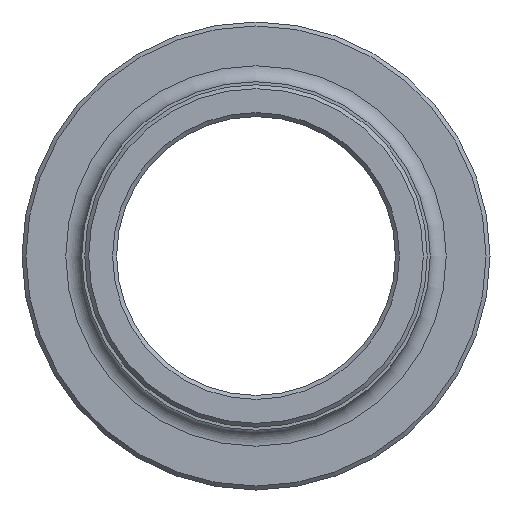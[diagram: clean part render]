
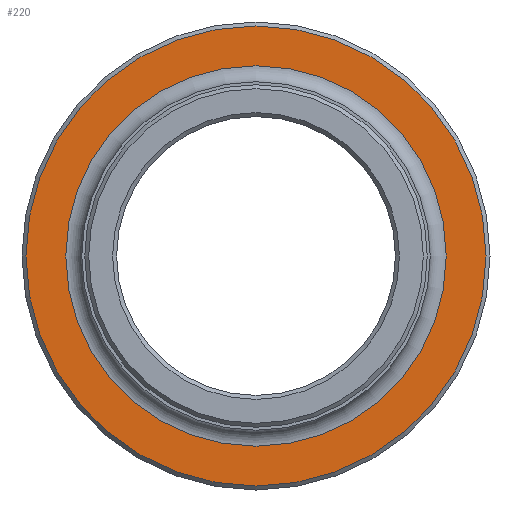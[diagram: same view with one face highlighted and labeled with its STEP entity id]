
A CAD part, left-side view. The second image highlights one B-rep face of the part: STEP entity #220.
In plain terms, the highlighted planar face has unit normal (-1, 0, 0).
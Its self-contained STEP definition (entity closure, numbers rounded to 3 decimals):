
#21=FACE_BOUND('',#50,.T.);
#25=PLANE('',#265);
#34=FACE_OUTER_BOUND('',#49,.T.);
#49=EDGE_LOOP('',(#178));
#50=EDGE_LOOP('',(#179));
#88=CIRCLE('',#264,11.55);
#89=CIRCLE('',#266,9.55);
#109=VERTEX_POINT('',#395);
#110=VERTEX_POINT('',#399);
#134=EDGE_CURVE('',#109,#109,#88,.T.);
#135=EDGE_CURVE('',#110,#110,#89,.T.);
#178=ORIENTED_EDGE('',*,*,#134,.F.);
#179=ORIENTED_EDGE('',*,*,#135,.F.);
#220=ADVANCED_FACE('',(#34,#21),#25,.T.);
#264=AXIS2_PLACEMENT_3D('',#397,#322,#323);
#265=AXIS2_PLACEMENT_3D('',#398,#324,#325);
#266=AXIS2_PLACEMENT_3D('',#400,#326,#327);
#322=DIRECTION('center_axis',(1.,0.,0.));
#323=DIRECTION('ref_axis',(0.,-1.,0.));
#324=DIRECTION('center_axis',(-1.,0.,0.));
#325=DIRECTION('ref_axis',(0.,0.,1.));
#326=DIRECTION('center_axis',(-1.,0.,0.));
#327=DIRECTION('ref_axis',(0.,-1.,0.));
#395=CARTESIAN_POINT('',(-3.,11.55,0.));
#397=CARTESIAN_POINT('Origin',(-3.,0.,0.));
#398=CARTESIAN_POINT('Origin',(-3.,11.75,0.));
#399=CARTESIAN_POINT('',(-3.,0.,9.55));
#400=CARTESIAN_POINT('Origin',(-3.,0.,0.));
